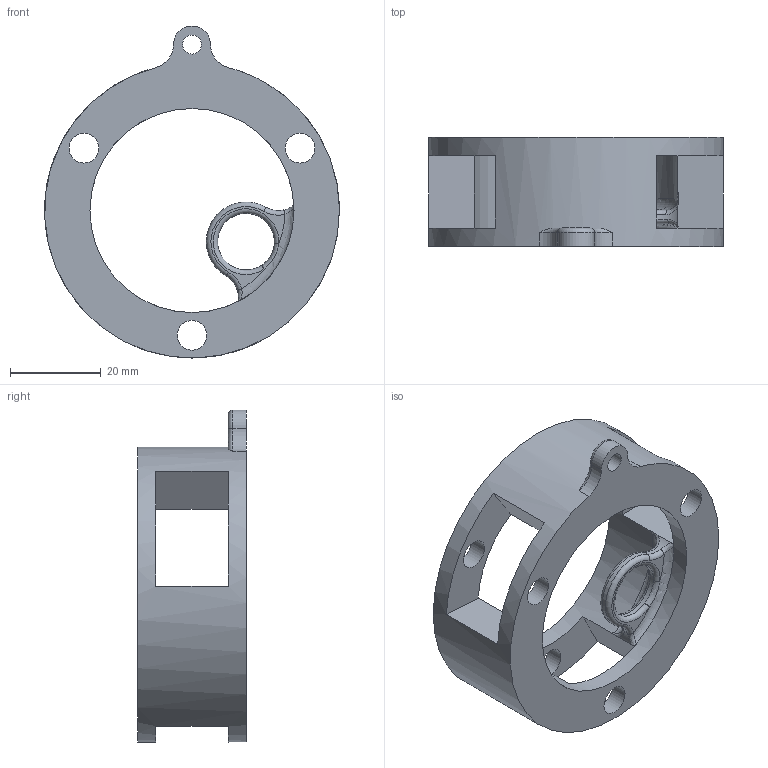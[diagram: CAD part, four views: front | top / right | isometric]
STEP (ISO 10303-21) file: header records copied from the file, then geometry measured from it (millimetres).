
FILE_DESCRIPTION(/* description */ (''),/* implementation_level */ '2;1');
FILE_NAME(/* name */ 'UpperbodyLatchDoubleRing v11.step',/* time_stamp */ '2023-09-28T22:48:31-04:00',/* author */ (''),/* organization */ (''),/* preprocessor_version */ 'ST-DEVELOPER v20',/* originating_system */ 'Autodesk Translation Framework v12.14.0.127',/* authorisation */ '');
FILE_SCHEMA (('AUTOMOTIVE_DESIGN { 1 0 10303 214 3 1 1 }'));
Length unit declared in the file: millimetre
Products named in the file (3): UpperbodyLatchDoubleRing; BasicRing v5; BasicRing v5 (1)
Assembly tree (2 placements, depth 2):
  UpperbodyLatchDoubleRing
    BasicRing v5
    BasicRing v5 (1)
Bounding box: 65 x 24 x 73.17 mm (x, y, z)
Volume: 28990.2 mm3; surface area: 12429.5 mm2
Topology: 1 solids, 1 shells, 53 faces, 146 edges, 92 vertices
Faces by surface type: plane 17, cylinder 16, torus 14, bspline 6
Full cylindrical faces by diameter (mm): 4.175 x1, 6.55 x6, 12.5 x1, 45 x1, 65 x1
Entity records: 2161 total; most frequent: CARTESIAN_POINT 673, DIRECTION 310, ORIENTED_EDGE 292, EDGE_CURVE 146, AXIS2_PLACEMENT_3D 134, VERTEX_POINT 92, CIRCLE 82, EDGE_LOOP 74
